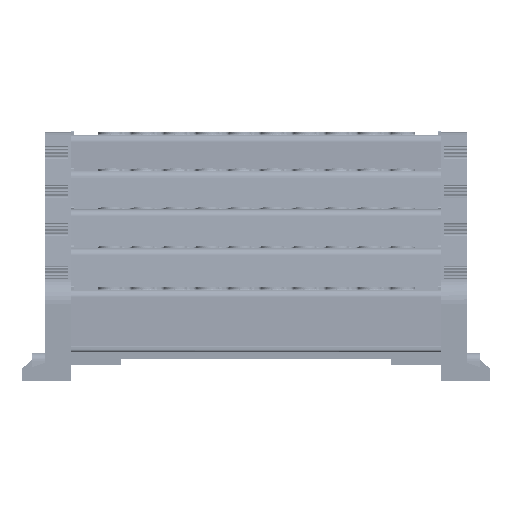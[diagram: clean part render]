
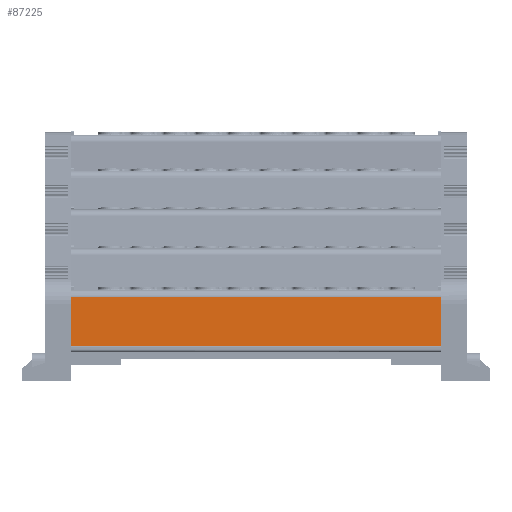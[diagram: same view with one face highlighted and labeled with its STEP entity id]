
A CAD part, top view. The second image highlights one B-rep face of the part: STEP entity #87225.
In plain terms, the highlighted planar face has unit normal (0, 0.018, 1).
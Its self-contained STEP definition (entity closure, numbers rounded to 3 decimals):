
#692 = CARTESIAN_POINT ( 'NONE',  ( 44.197, 113.509, -275.542 ) ) ;
#693 = DIRECTION ( 'NONE',  ( 0., 1., -0.017 ) ) ;
#738 = LINE ( 'NONE', #692, #186958 ) ;
#52188 = VERTEX_POINT ( 'NONE', #166332 ) ;
#52192 = VERTEX_POINT ( 'NONE', #166360 ) ;
#52757 = VERTEX_POINT ( 'NONE', #168540 ) ;
#53637 = VERTEX_POINT ( 'NONE', #169564 ) ;
#60667 = EDGE_LOOP ( 'NONE', ( #127756, #127795, #127750, #127752 ) ) ;
#62856 = VECTOR ( 'NONE', #65066, 1000. ) ;
#63228 = AXIS2_PLACEMENT_3D ( 'NONE', #94238, #94266, #94191 ) ;
#64900 = LINE ( 'NONE', #65068, #62856 ) ;
#65066 = DIRECTION ( 'NONE',  ( 1., 0., 0. ) ) ;
#65068 = CARTESIAN_POINT ( 'NONE',  ( 12.326, 101.983, -275.34 ) ) ;
#69312 = EDGE_CURVE ( 'NONE', #52757, #53637, #94648, .T. ) ;
#69475 = EDGE_CURVE ( 'NONE', #53637, #52192, #162961, .T. ) ;
#75079 = EDGE_CURVE ( 'NONE', #52188, #52757, #738, .T. ) ;
#84121 = EDGE_CURVE ( 'NONE', #52192, #52188, #64900, .T. ) ;
#87225 = ADVANCED_FACE ( 'NONE', ( #94261 ), #94224, .T. ) ;
#94191 = DIRECTION ( 'NONE',  ( 0., -1., 0.017 ) ) ;
#94224 = PLANE ( 'NONE',  #63228 ) ;
#94238 = CARTESIAN_POINT ( 'NONE',  ( 12.326, 113.509, -275.542 ) ) ;
#94261 = FACE_OUTER_BOUND ( 'NONE', #60667, .T. ) ;
#94266 = DIRECTION ( 'NONE',  ( 0., 0.017, 1. ) ) ;
#94648 = LINE ( 'NONE', #94800, #95684 ) ;
#94706 = DIRECTION ( 'NONE',  ( -1., 0., 0. ) ) ;
#94800 = CARTESIAN_POINT ( 'NONE',  ( 12.326, 121.872, -275.688 ) ) ;
#95684 = VECTOR ( 'NONE', #94706, 1000. ) ;
#95776 = VECTOR ( 'NONE', #162921, 1000. ) ;
#127750 = ORIENTED_EDGE ( 'NONE', *, *, #69475, .T. ) ;
#127752 = ORIENTED_EDGE ( 'NONE', *, *, #84121, .T. ) ;
#127756 = ORIENTED_EDGE ( 'NONE', *, *, #75079, .T. ) ;
#127795 = ORIENTED_EDGE ( 'NONE', *, *, #69312, .T. ) ;
#162921 = DIRECTION ( 'NONE',  ( 0., -1., 0.017 ) ) ;
#162948 = CARTESIAN_POINT ( 'NONE',  ( -98.303, 113.509, -275.542 ) ) ;
#162961 = LINE ( 'NONE', #162948, #95776 ) ;
#166332 = CARTESIAN_POINT ( 'NONE',  ( 44.197, 101.983, -275.34 ) ) ;
#166360 = CARTESIAN_POINT ( 'NONE',  ( -98.303, 101.983, -275.34 ) ) ;
#168540 = CARTESIAN_POINT ( 'NONE',  ( 44.197, 121.872, -275.688 ) ) ;
#169564 = CARTESIAN_POINT ( 'NONE',  ( -98.303, 121.872, -275.688 ) ) ;
#186958 = VECTOR ( 'NONE', #693, 1000. ) ;
